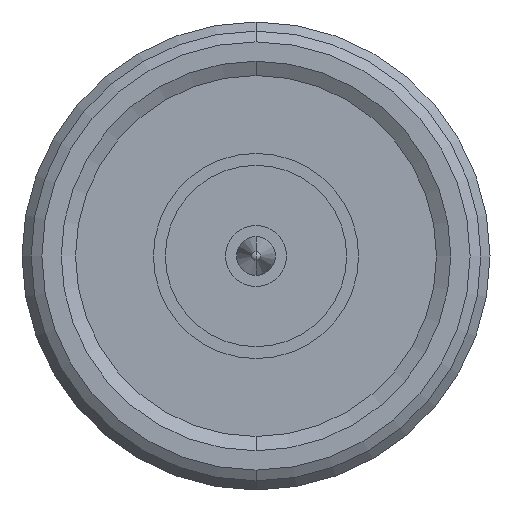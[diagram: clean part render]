
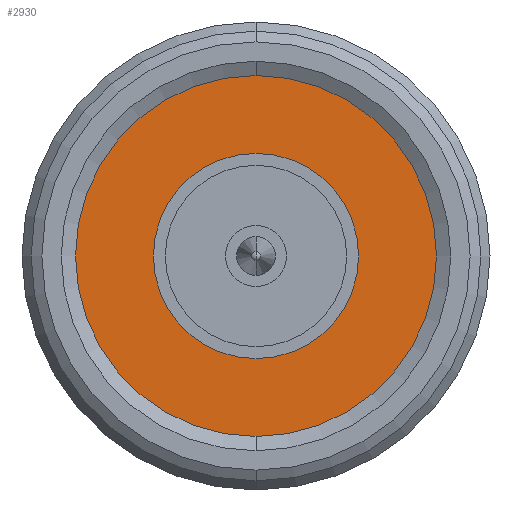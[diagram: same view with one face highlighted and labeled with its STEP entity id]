
A CAD part, left-side view. The second image highlights one B-rep face of the part: STEP entity #2930.
In plain terms, the highlighted face is planar.
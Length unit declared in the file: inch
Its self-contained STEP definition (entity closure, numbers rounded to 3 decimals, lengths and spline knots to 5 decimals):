
#261 = DIRECTION ( 'NONE',  ( 0., 0., 1. ) ) ;
#337 = CIRCLE ( 'NONE', #6386, 0.17268 ) ;
#656 = EDGE_CURVE ( 'NONE', #5253, #5681, #6111, .T. ) ;
#1053 = EDGE_CURVE ( 'NONE', #2848, #6253, #4318, .T. ) ;
#1422 = DIRECTION ( 'NONE',  ( 0., 0., 1. ) ) ;
#1695 = DIRECTION ( 'NONE',  ( 0., 0., 1. ) ) ;
#2725 = EDGE_LOOP ( 'NONE', ( #5572, #9093 ) ) ;
#2848 = VERTEX_POINT ( 'NONE', #4620 ) ;
#2868 = EDGE_CURVE ( 'NONE', #5681, #5253, #5457, .T. ) ;
#2930 = ADVANCED_FACE ( 'NONE', ( #5898, #5339 ), #5054, .T. ) ;
#3605 = CARTESIAN_POINT ( 'NONE',  ( 0.0218, 0., 0. ) ) ;
#3843 = DIRECTION ( 'NONE',  ( -1., 0., 0. ) ) ;
#4318 = CIRCLE ( 'NONE', #8481, 0.17268 ) ;
#4430 = CARTESIAN_POINT ( 'NONE',  ( 0.0218, 0., 0. ) ) ;
#4521 = CARTESIAN_POINT ( 'NONE',  ( 0.0218, 0., 0. ) ) ;
#4620 = CARTESIAN_POINT ( 'NONE',  ( 0.0218, 0., 0.17268 ) ) ;
#5054 = PLANE ( 'NONE',  #7827 ) ;
#5126 = CARTESIAN_POINT ( 'NONE',  ( 0.0218, 0., -0.35915 ) ) ;
#5253 = VERTEX_POINT ( 'NONE', #5126 ) ;
#5339 = FACE_OUTER_BOUND ( 'NONE', #6060, .T. ) ;
#5457 = CIRCLE ( 'NONE', #9041, 0.35915 ) ;
#5572 = ORIENTED_EDGE ( 'NONE', *, *, #1053, .T. ) ;
#5681 = VERTEX_POINT ( 'NONE', #6979 ) ;
#5767 = DIRECTION ( 'NONE',  ( 1., 0., 0. ) ) ;
#5802 = CARTESIAN_POINT ( 'NONE',  ( 0.0218, 0., 0. ) ) ;
#5898 = FACE_BOUND ( 'NONE', #2725, .T. ) ;
#6045 = CARTESIAN_POINT ( 'NONE',  ( 0.0218, 0., 0. ) ) ;
#6060 = EDGE_LOOP ( 'NONE', ( #9077, #7634 ) ) ;
#6111 = CIRCLE ( 'NONE', #8228, 0.35915 ) ;
#6253 = VERTEX_POINT ( 'NONE', #8918 ) ;
#6386 = AXIS2_PLACEMENT_3D ( 'NONE', #4521, #3843, #1695 ) ;
#6456 = DIRECTION ( 'NONE',  ( -1., 0., 0. ) ) ;
#6553 = DIRECTION ( 'NONE',  ( -1., 0., 0. ) ) ;
#6979 = CARTESIAN_POINT ( 'NONE',  ( 0.0218, 0., 0.35915 ) ) ;
#7634 = ORIENTED_EDGE ( 'NONE', *, *, #656, .F. ) ;
#7827 = AXIS2_PLACEMENT_3D ( 'NONE', #5802, #5767, #7973 ) ;
#7959 = EDGE_CURVE ( 'NONE', #6253, #2848, #337, .T. ) ;
#7973 = DIRECTION ( 'NONE',  ( 0., 0., -1. ) ) ;
#8181 = DIRECTION ( 'NONE',  ( -1., 0., 0. ) ) ;
#8228 = AXIS2_PLACEMENT_3D ( 'NONE', #4430, #6553, #261 ) ;
#8481 = AXIS2_PLACEMENT_3D ( 'NONE', #3605, #6456, #8550 ) ;
#8550 = DIRECTION ( 'NONE',  ( 0., 0., 1. ) ) ;
#8918 = CARTESIAN_POINT ( 'NONE',  ( 0.0218, 0., -0.17268 ) ) ;
#9041 = AXIS2_PLACEMENT_3D ( 'NONE', #6045, #8181, #1422 ) ;
#9077 = ORIENTED_EDGE ( 'NONE', *, *, #2868, .F. ) ;
#9093 = ORIENTED_EDGE ( 'NONE', *, *, #7959, .T. ) ;
